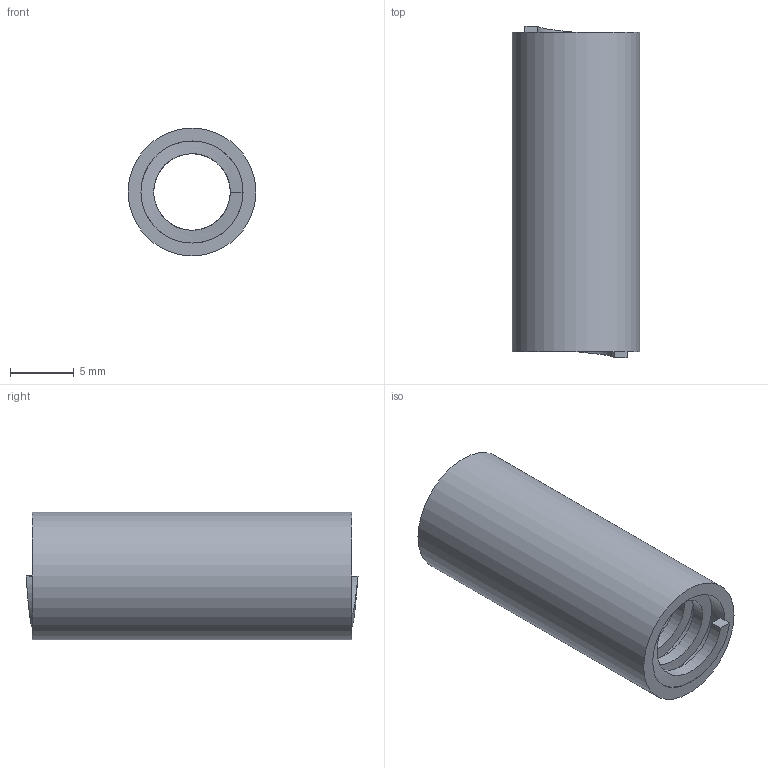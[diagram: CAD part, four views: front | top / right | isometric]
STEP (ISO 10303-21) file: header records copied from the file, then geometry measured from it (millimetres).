
FILE_DESCRIPTION(/* description */ (''),/* implementation_level */ '2;1');
FILE_NAME(/* name */ 'lead screw nut_v2.step',/* time_stamp */ '2024-01-28T17:52:34+05:30',/* author */ (''),/* organization */ (''),/* preprocessor_version */ 'ST-DEVELOPER v20',/* originating_system */ 'Autodesk Translation Framework v12.14.0.127',/* authorisation */ '');
FILE_SCHEMA (('AUTOMOTIVE_DESIGN { 1 0 10303 214 3 1 1 }'));
Length unit declared in the file: millimetre
Products named in the file (2): lead screw nut; part_for_attach
Assembly tree (1 placements, depth 2):
  lead screw nut
    part_for_attach
Bounding box: 10 x 26 x 10 mm (x, y, z)
Volume: 981.7 mm3; surface area: 1952 mm2
Topology: 1 solids, 1 shells, 36 faces, 97 edges, 63 vertices
Faces by surface type: cylinder 30, plane 4, bspline 2
Full cylindrical faces by diameter (mm): 6 x9, 8 x5, 10 x1
Entity records: 2333 total; most frequent: CARTESIAN_POINT 1481, ORIENTED_EDGE 194, DIRECTION 124, EDGE_CURVE 97, VERTEX_POINT 63, B_SPLINE_CURVE_WITH_KNOTS 54, AXIS2_PLACEMENT_3D 44, EDGE_LOOP 38
